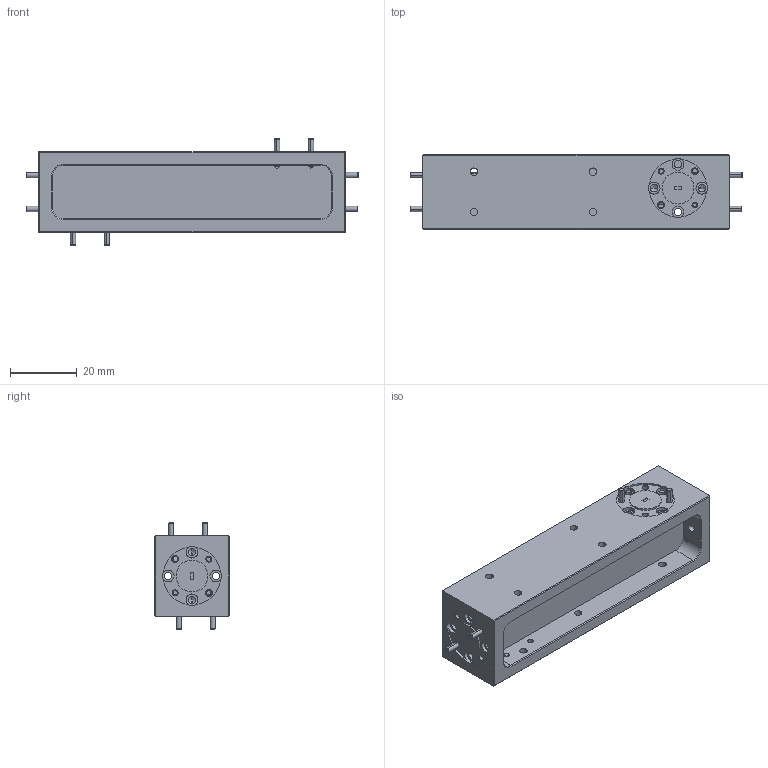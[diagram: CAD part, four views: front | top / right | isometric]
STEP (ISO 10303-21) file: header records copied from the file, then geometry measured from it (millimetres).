
FILE_DESCRIPTION (( 'STEP AP203' ), '1' );
FILE_NAME ('SWD-XX30H-08-DB.STEP', '2023-01-31T02:53:04', ( '' ), ( '' ), 'SwSTEP 2.0', 'SolidWorks 2021', '' );
FILE_SCHEMA (( 'CONFIG_CONTROL_DESIGN' ));
Length unit declared in the file: inch
Products named in the file (1): SWD-XX30H-08-DB
Bounding box: 99.19 x 22.2 x 31.88 mm (x, y, z)
Volume: 28662.4 mm3; surface area: 15495.1 mm2
Topology: 45 solids, 45 shells, 1394 faces, 2860 edges, 1672 vertices
Faces by surface type: plane 502, cone 488, cylinder 404
Entity records: 37351 total; most frequent: CARTESIAN_POINT 7519, DIRECTION 6678, ORIENTED_EDGE 5688, EDGE_CURVE 2844, AXIS2_PLACEMENT_3D 2711, VERTEX_POINT 1672, EDGE_LOOP 1590, FACE_OUTER_BOUND 1394
